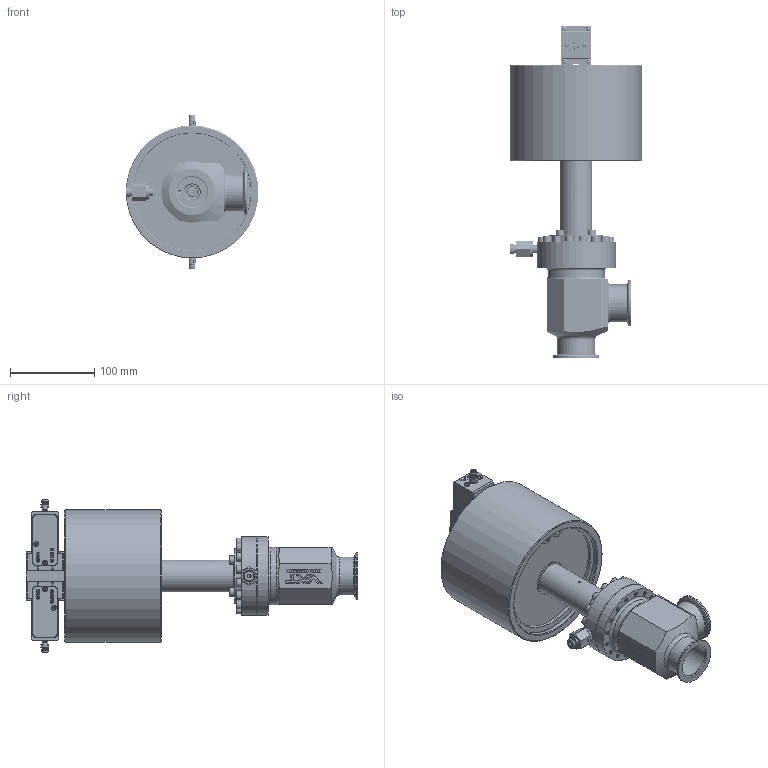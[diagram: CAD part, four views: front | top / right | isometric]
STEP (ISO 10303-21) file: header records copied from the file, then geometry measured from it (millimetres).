
FILE_DESCRIPTION(/* description */ (''),/* implementation_level */ '2;1');
FILE_NAME(/* name */ '1147588.stp',/* time_stamp */ '2022-02-11T14:53:52+01:00',/* author */ (''),/* organization */ (''),/* preprocessor_version */ 'ST-DEVELOPER v18.1',/* originating_system */ 'SIEMENS PLM Software NX 1973',/* authorisation */ '');
FILE_SCHEMA (('AUTOMOTIVE_DESIGN { 1 0 10303 214 3 1 1 1 }'));
Length unit declared in the file: millimetre
Products named in the file (38): n-8320-011; n-6053-408.2; n-6024-524.1; 1009781; n-6013-437; 1010055; 1009962; 69671-01; n-8406-135; 1010026; 241826; 408347; 75429-01_345967ID; 69252-01_345966ID; 69252-01_345925ID; 418846; 849992; 423791; 211199; N-6160-406; N-6024-531; 87273-01_1; 484506; 540574; 259125; N-6203-140; n-7655-006.4; 484502; n-7650-006.2; N-5019-788.1; n-5019-792.1; 1147245; 1009977_NX-ARRAGMNTArangement 1; 241825; 69428-r1_NX-ARRAGMNTZUSAMMENST1; 1041402_NX-ARRAGMNTgeschlossen; 541197; 1147588
Assembly tree (90 placements, depth 4):
  1147588
    1147245
    n-5019-792.1  x16
    N-5019-788.1  x4
    541197
      540574
      484506
      87273-01_1
    n-7650-006.2
    484502
    n-7655-006.4
    N-6203-140
    259125
    1041402_NX-ARRAGMNTgeschlossen
      69428-r1_NX-ARRAGMNTZUSAMMENST1  x2
        69252-01_345925ID
        69252-01_345966ID
        75429-01_345967ID
      N-6024-531  x8
      N-6160-406  x10
      241825  x2
        408347
        241826
      1009977_NX-ARRAGMNTArangement 1  x2
        1010026
        n-8406-135
        69671-01
        1009962
        1010055
        n-6013-437
        1009781
        n-6024-524.1
        n-6053-408.2
        N-6160-406
        n-8320-011
      211199  x2
      423791
      849992
      418846
Bounding box: 158.27 x 395.1 x 182.58 mm (x, y, z)
Volume: 1843421.1 mm3; surface area: 458150.8 mm2
Topology: 164 solids, 164 shells, 3001 faces, 7380 edges, 4860 vertices
Faces by surface type: plane 1825, cylinder 724, cone 137, torus 126, extrusion 108, sphere 46, bspline 33, revolution 2
Full cylindrical faces by diameter (mm): 0.5 x4, 0.699 x24, 0.876 x12, 1.8 x12, 2 x13, 2.286 x2, 2.5 x12, 3 x30, 3.1 x4, 3.125 x4, 3.2 x8, 3.277 x4, 3.3 x4, 3.4 x28, 3.6 x2, 3.7 x12, 4 x1, 4.572 x1, 4.96 x20, 5 x43, 5.6 x8, 5.75 x2, 6 x68, 6.35 x1, 6.4 x16, 6.5 x6, 7.899 x4, 8 x2, 8.141 x2, 8.566 x1
Entity records: 46247 total; most frequent: CARTESIAN_POINT 16463, ORIENTED_EDGE 5576, DIRECTION 5371, EDGE_CURVE 2788, VERTEX_POINT 2116, AXIS2_PLACEMENT_3D 2045, EDGE_LOOP 1901, VECTOR 1280
